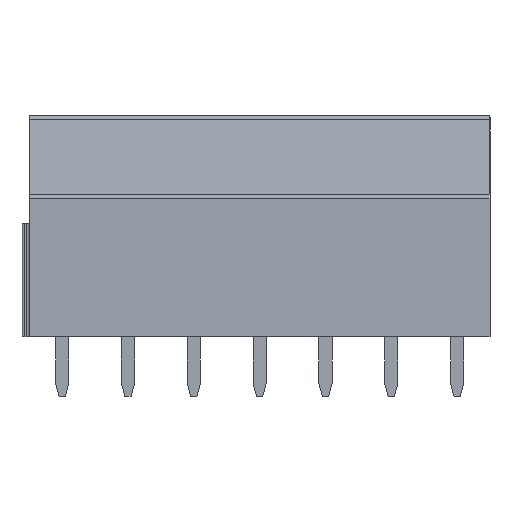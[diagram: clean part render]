
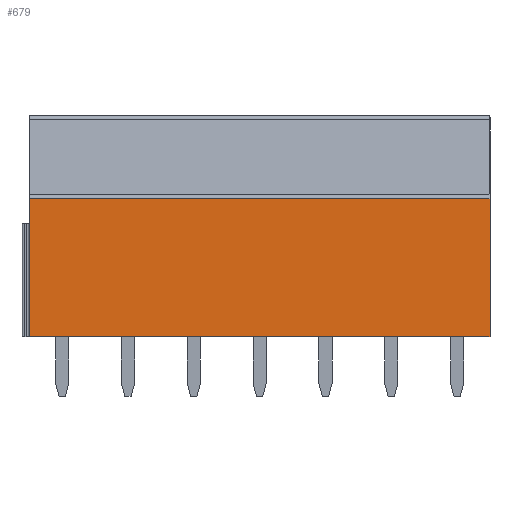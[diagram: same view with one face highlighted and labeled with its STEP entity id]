
A CAD part, front view. The second image highlights one B-rep face of the part: STEP entity #679.
In plain terms, the highlighted planar face has unit normal (0, -1, 0).
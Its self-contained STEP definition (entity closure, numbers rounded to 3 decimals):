
#679 = ADVANCED_FACE( '', ( #1496 ), #1497, .T. );
#1496 = FACE_OUTER_BOUND( '', #2409, .T. );
#1497 = PLANE( '', #2410 );
#2409 = EDGE_LOOP( '', ( #4440, #4441, #4442, #4443 ) );
#2410 = AXIS2_PLACEMENT_3D( '', #4444, #4445, #4446 );
#4440 = ORIENTED_EDGE( '', *, *, #5926, .T. );
#4441 = ORIENTED_EDGE( '', *, *, #5342, .T. );
#4442 = ORIENTED_EDGE( '', *, *, #6020, .T. );
#4443 = ORIENTED_EDGE( '', *, *, #6021, .T. );
#4444 = CARTESIAN_POINT( '', ( 217.987, 92.148, 5.1 ) );
#4445 = DIRECTION( '', ( 0., -1., 0. ) );
#4446 = DIRECTION( '', ( 0., 0., 1. ) );
#5342 = EDGE_CURVE( '', #6422, #6420, #6423, .T. );
#5926 = EDGE_CURVE( '', #7326, #6422, #7327, .T. );
#6020 = EDGE_CURVE( '', #6420, #7448, #7449, .T. );
#6021 = EDGE_CURVE( '', #7448, #7326, #7450, .T. );
#6420 = VERTEX_POINT( '', #7948 );
#6422 = VERTEX_POINT( '', #7950 );
#6423 = LINE( '', #7951, #7952 );
#7326 = VERTEX_POINT( '', #9228 );
#7327 = LINE( '', #9229, #9230 );
#7448 = VERTEX_POINT( '', #9403 );
#7449 = LINE( '', #9404, #9405 );
#7450 = LINE( '', #9406, #9407 );
#7948 = CARTESIAN_POINT( '', ( 229.737, 92.148, 10.5 ) );
#7950 = CARTESIAN_POINT( '', ( 229.737, 92.148, 0. ) );
#7951 = CARTESIAN_POINT( '', ( 229.737, 92.148, 5.1 ) );
#7952 = VECTOR( '', #9776, 1000. );
#9228 = CARTESIAN_POINT( '', ( 194.737, 92.148, 0. ) );
#9229 = CARTESIAN_POINT( '', ( 214.737, 92.148, 0. ) );
#9230 = VECTOR( '', #10385, 1000. );
#9403 = CARTESIAN_POINT( '', ( 194.737, 92.148, 10.5 ) );
#9404 = CARTESIAN_POINT( '', ( 229.737, 92.148, 10.5 ) );
#9405 = VECTOR( '', #10474, 1000. );
#9406 = CARTESIAN_POINT( '', ( 194.737, 92.148, 5.1 ) );
#9407 = VECTOR( '', #10475, 1000. );
#9776 = DIRECTION( '', ( 0., 0., 1. ) );
#10385 = DIRECTION( '', ( 1., 0., 0. ) );
#10474 = DIRECTION( '', ( -1., 0., 0. ) );
#10475 = DIRECTION( '', ( 0., 0., -1. ) );
